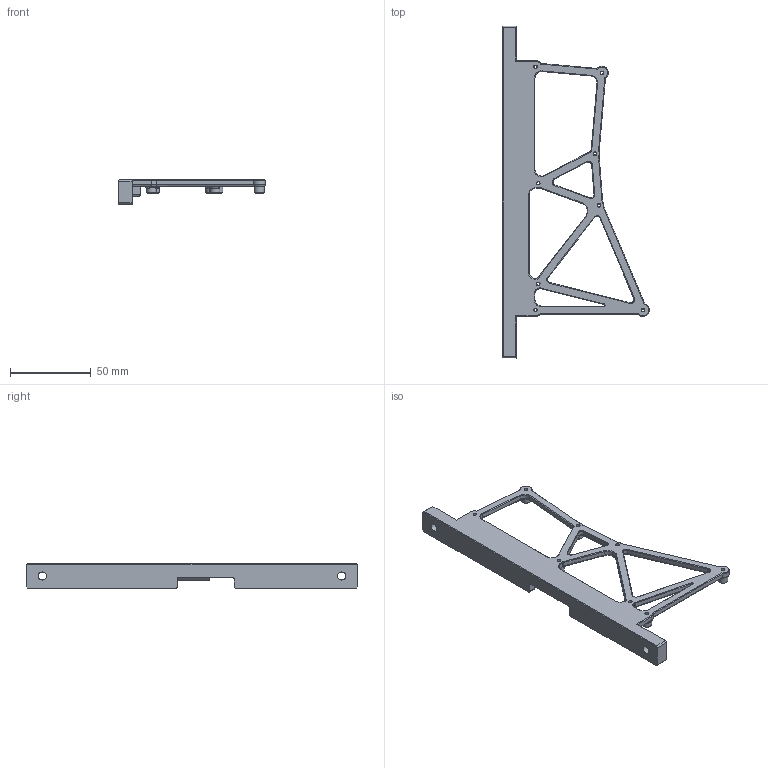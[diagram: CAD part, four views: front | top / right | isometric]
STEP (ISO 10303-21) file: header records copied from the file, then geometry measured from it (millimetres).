
FILE_DESCRIPTION(/* description */ (''),/* implementation_level */ '2;1');
FILE_NAME(/* name */ 'Fly CDY V3 Mount v7.step',/* time_stamp */ '2024-02-10T14:47:34-05:00',/* author */ (''),/* organization */ (''),/* preprocessor_version */ 'ST-DEVELOPER v20',/* originating_system */ 'Autodesk Translation Framework v12.20.1.177',/* authorisation */ '');
FILE_SCHEMA (('AUTOMOTIVE_DESIGN { 1 0 10303 214 3 1 1 }'));
Length unit declared in the file: millimetre
Products named in the file (1): Fly CDY V3 Mount
Bounding box: 90.79 x 205 x 15 mm (x, y, z)
Volume: 34392.7 mm3; surface area: 21244.9 mm2
Topology: 1 solids, 1 shells, 299 faces, 731 edges, 437 vertices
Faces by surface type: plane 99, cylinder 94, cone 47, torus 34, bspline 25
Full cylindrical faces by diameter (mm): 1.8 x8, 2.2 x8, 5 x2, 6.2 x8
Entity records: 9953 total; most frequent: CARTESIAN_POINT 2894, DIRECTION 1487, ORIENTED_EDGE 1458, EDGE_CURVE 729, AXIS2_PLACEMENT_3D 570, VERTEX_POINT 437, LINE 347, VECTOR 347
